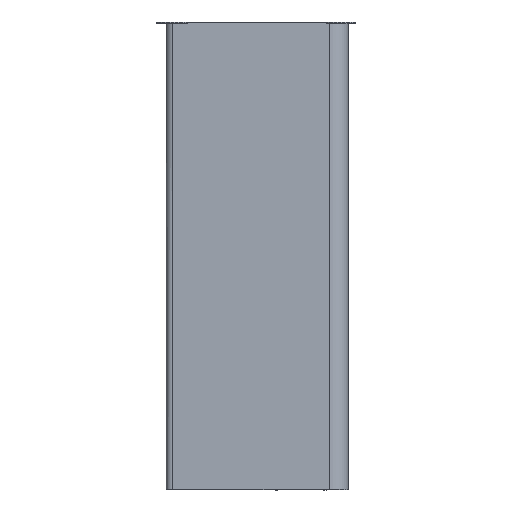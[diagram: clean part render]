
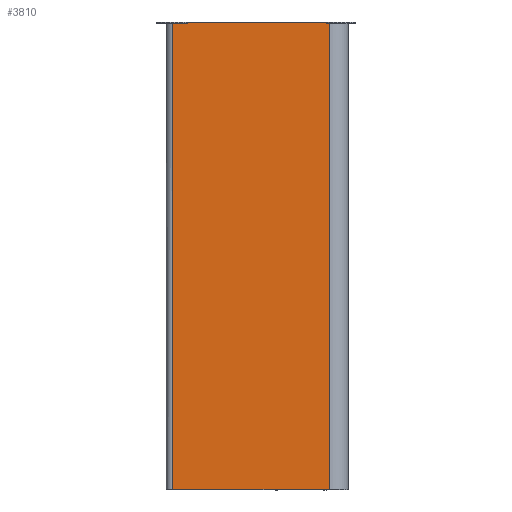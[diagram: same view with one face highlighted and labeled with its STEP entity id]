
A CAD part, top view. The second image highlights one B-rep face of the part: STEP entity #3810.
In plain terms, the highlighted planar face has unit normal (0, 0, 1).
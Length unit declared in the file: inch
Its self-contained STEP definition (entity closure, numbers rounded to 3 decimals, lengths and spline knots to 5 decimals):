
#77 = LINE ( 'NONE', #32571, #32359 ) ;
#362 = EDGE_CURVE ( 'NONE', #20056, #28040, #31185, .T. ) ;
#533 = LINE ( 'NONE', #731, #15463 ) ;
#664 = CARTESIAN_POINT ( 'NONE',  ( 4.86554, 0.4369, 0.48 ) ) ;
#731 = CARTESIAN_POINT ( 'NONE',  ( 0., 7.76852, 0.48 ) ) ;
#901 = CARTESIAN_POINT ( 'NONE',  ( 2.63023, 7.76852, 0.48 ) ) ;
#1086 = DIRECTION ( 'NONE',  ( 0., 1., 0. ) ) ;
#1386 = VERTEX_POINT ( 'NONE', #29676 ) ;
#1656 = LINE ( 'NONE', #901, #19162 ) ;
#1686 = ORIENTED_EDGE ( 'NONE', *, *, #2080, .T. ) ;
#1949 = VERTEX_POINT ( 'NONE', #664 ) ;
#2080 = EDGE_CURVE ( 'NONE', #23977, #1386, #77, .T. ) ;
#2214 = ORIENTED_EDGE ( 'NONE', *, *, #24701, .T. ) ;
#2421 = DIRECTION ( 'NONE',  ( 0., 1., 0. ) ) ;
#3039 = EDGE_CURVE ( 'NONE', #1949, #1386, #29272, .T. ) ;
#3138 = AXIS2_PLACEMENT_3D ( 'NONE', #15897, #4647, #36768 ) ;
#3231 = CARTESIAN_POINT ( 'NONE',  ( 4.86554, 7.76852, 0.48 ) ) ;
#3810 = ADVANCED_FACE ( 'NONE', ( #7736 ), #18973, .T. ) ;
#4647 = DIRECTION ( 'NONE',  ( 0., 0., 1. ) ) ;
#5769 = VECTOR ( 'NONE', #19392, 39.37008 ) ;
#6544 = DIRECTION ( 'NONE',  ( -1., 0., 0. ) ) ;
#7256 = VERTEX_POINT ( 'NONE', #3231 ) ;
#7468 = EDGE_LOOP ( 'NONE', ( #23220, #24792, #1686, #18978, #14033, #34374, #34178, #2214 ) ) ;
#7736 = FACE_OUTER_BOUND ( 'NONE', #7468, .T. ) ;
#8184 = EDGE_CURVE ( 'NONE', #1949, #7256, #13867, .T. ) ;
#11323 = CARTESIAN_POINT ( 'NONE',  ( 4.81813, 7.76852, 0.48 ) ) ;
#13867 = LINE ( 'NONE', #28924, #14941 ) ;
#14033 = ORIENTED_EDGE ( 'NONE', *, *, #8184, .T. ) ;
#14526 = CARTESIAN_POINT ( 'NONE',  ( 2.63023, 7.76852, 0.48 ) ) ;
#14776 = DIRECTION ( 'NONE',  ( -1., 0., 0. ) ) ;
#14941 = VECTOR ( 'NONE', #2421, 39.37008 ) ;
#15463 = VECTOR ( 'NONE', #6544, 39.37008 ) ;
#15897 = CARTESIAN_POINT ( 'NONE',  ( 0., -5.21985, 0.48 ) ) ;
#16276 = DIRECTION ( 'NONE',  ( -1., 0., 0. ) ) ;
#16881 = CARTESIAN_POINT ( 'NONE',  ( 4.81813, 7.76852, 0.48 ) ) ;
#18784 = VERTEX_POINT ( 'NONE', #14526 ) ;
#18973 = PLANE ( 'NONE',  #3138 ) ;
#18978 = ORIENTED_EDGE ( 'NONE', *, *, #3039, .F. ) ;
#19162 = VECTOR ( 'NONE', #1086, 39.37008 ) ;
#19392 = DIRECTION ( 'NONE',  ( 0., 1., 0. ) ) ;
#20056 = VERTEX_POINT ( 'NONE', #11323 ) ;
#23220 = ORIENTED_EDGE ( 'NONE', *, *, #31256, .F. ) ;
#23977 = VERTEX_POINT ( 'NONE', #28555 ) ;
#24142 = CARTESIAN_POINT ( 'NONE',  ( 2.63023, 7.77639, 0.48 ) ) ;
#24322 = VERTEX_POINT ( 'NONE', #24142 ) ;
#24701 = EDGE_CURVE ( 'NONE', #28040, #24322, #26806, .T. ) ;
#24792 = ORIENTED_EDGE ( 'NONE', *, *, #35679, .T. ) ;
#24971 = CARTESIAN_POINT ( 'NONE',  ( 0., 7.76852, 0.48 ) ) ;
#26806 = LINE ( 'NONE', #34918, #31208 ) ;
#26809 = CARTESIAN_POINT ( 'NONE',  ( 4.81813, 7.77639, 0.48 ) ) ;
#28040 = VERTEX_POINT ( 'NONE', #26809 ) ;
#28440 = VECTOR ( 'NONE', #14776, 39.37008 ) ;
#28555 = CARTESIAN_POINT ( 'NONE',  ( 2.4011, 7.76852, 0.48 ) ) ;
#28924 = CARTESIAN_POINT ( 'NONE',  ( 4.86554, -5.21985, 0.48 ) ) ;
#29272 = LINE ( 'NONE', #37971, #28440 ) ;
#29676 = CARTESIAN_POINT ( 'NONE',  ( 2.4011, 0.4369, 0.48 ) ) ;
#30956 = LINE ( 'NONE', #24971, #36466 ) ;
#31185 = LINE ( 'NONE', #16881, #5769 ) ;
#31208 = VECTOR ( 'NONE', #38199, 39.37008 ) ;
#31256 = EDGE_CURVE ( 'NONE', #18784, #24322, #1656, .T. ) ;
#32359 = VECTOR ( 'NONE', #36064, 39.37008 ) ;
#32571 = CARTESIAN_POINT ( 'NONE',  ( 2.4011, -5.21985, 0.48 ) ) ;
#34178 = ORIENTED_EDGE ( 'NONE', *, *, #362, .T. ) ;
#34374 = ORIENTED_EDGE ( 'NONE', *, *, #36276, .T. ) ;
#34918 = CARTESIAN_POINT ( 'NONE',  ( 0., 7.77639, 0.48 ) ) ;
#35679 = EDGE_CURVE ( 'NONE', #18784, #23977, #533, .T. ) ;
#36064 = DIRECTION ( 'NONE',  ( 0., -1., 0. ) ) ;
#36276 = EDGE_CURVE ( 'NONE', #7256, #20056, #30956, .T. ) ;
#36466 = VECTOR ( 'NONE', #16276, 39.37008 ) ;
#36768 = DIRECTION ( 'NONE',  ( 1., 0., 0. ) ) ;
#37971 = CARTESIAN_POINT ( 'NONE',  ( 0., 0.4369, 0.48 ) ) ;
#38199 = DIRECTION ( 'NONE',  ( -1., 0., 0. ) ) ;
